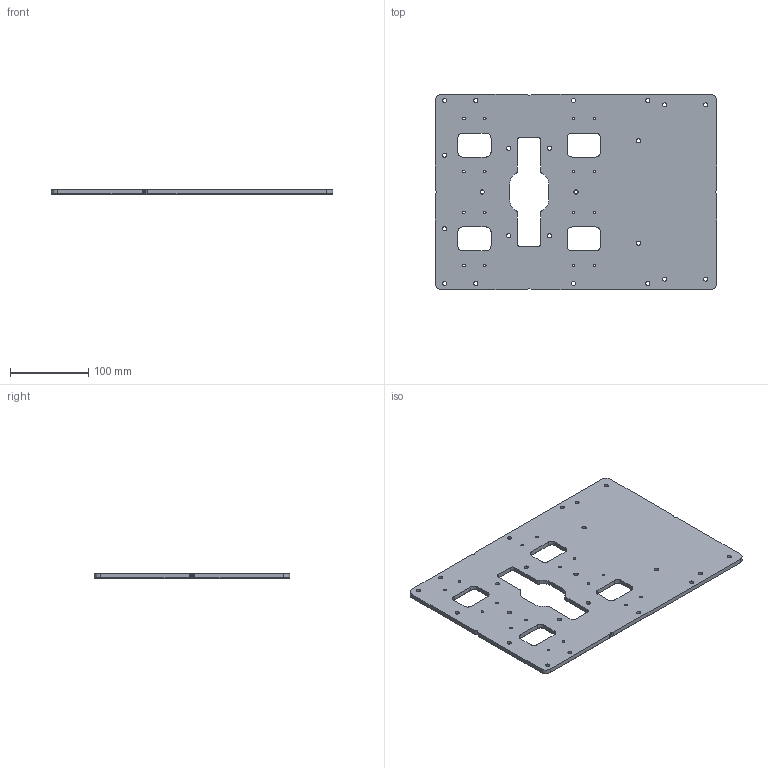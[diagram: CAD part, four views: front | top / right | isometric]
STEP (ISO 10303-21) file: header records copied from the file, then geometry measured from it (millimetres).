
FILE_DESCRIPTION(/* description */ (''),/* implementation_level */ '2;1');
FILE_NAME(/* name */ 'basePlate.step',/* time_stamp */ '2025-07-24T12:57:57-07:00',/* author */ (''),/* organization */ (''),/* preprocessor_version */ 'ST-DEVELOPER v20.1',/* originating_system */ 'Autodesk Translation Framework v14.10.0.0',/* authorisation */ '');
FILE_SCHEMA (('AUTOMOTIVE_DESIGN { 1 0 10303 214 3 1 1 }'));
Length unit declared in the file: millimetre
Products named in the file (1): basePlate
Bounding box: 360 x 250 x 6 mm (x, y, z)
Volume: 473262.7 mm3; surface area: 173148.9 mm2
Topology: 1 solids, 1 shells, 246 faces, 610 edges, 366 vertices
Faces by surface type: cone 82, plane 82, cylinder 82
Full cylindrical faces by diameter (mm): 3.2 x16, 5.3 x22
Entity records: 7429 total; most frequent: DIRECTION 1350, CARTESIAN_POINT 1223, ORIENTED_EDGE 1220, EDGE_CURVE 610, AXIS2_PLACEMENT_3D 493, VERTEX_POINT 366, LINE 364, VECTOR 364
